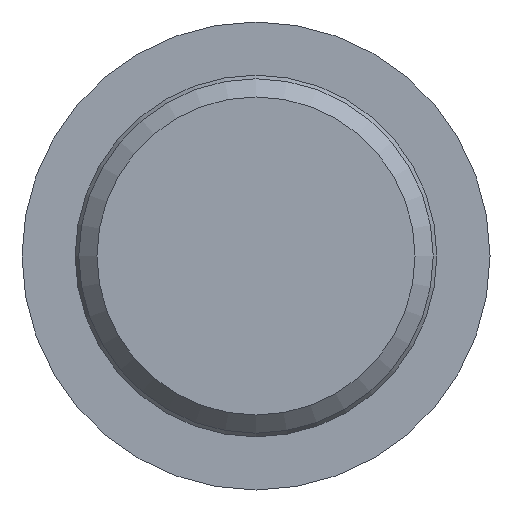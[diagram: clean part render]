
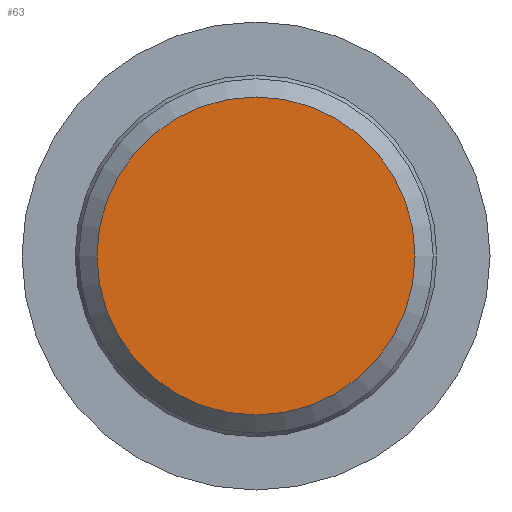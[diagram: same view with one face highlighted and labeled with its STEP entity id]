
A CAD part, front view. The second image highlights one B-rep face of the part: STEP entity #63.
In plain terms, the highlighted planar face has unit normal (0, -1, 0).
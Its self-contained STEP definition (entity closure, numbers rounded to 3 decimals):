
#63 = ADVANCED_FACE( '', ( #136 ), #137, .F. );
#136 = FACE_OUTER_BOUND( '', #213, .T. );
#137 = PLANE( '', #214 );
#213 = EDGE_LOOP( '', ( #316 ) );
#214 = AXIS2_PLACEMENT_3D( '', #317, #318, #319 );
#316 = ORIENTED_EDGE( '', *, *, #436, .T. );
#317 = CARTESIAN_POINT( '', ( 7.475, -12., 0. ) );
#318 = DIRECTION( '', ( 0., 1., 0. ) );
#319 = DIRECTION( '', ( 0., 0., 1. ) );
#436 = EDGE_CURVE( '', #513, #513, #514, .T. );
#513 = VERTEX_POINT( '', #638 );
#514 = CIRCLE( '', #639, 7.475 );
#638 = CARTESIAN_POINT( '', ( 0., -12., -7.475 ) );
#639 = AXIS2_PLACEMENT_3D( '', #744, #745, #746 );
#744 = CARTESIAN_POINT( '', ( 0., -12., 0. ) );
#745 = DIRECTION( '', ( 0., -1., 0. ) );
#746 = DIRECTION( '', ( 0., 0., -1. ) );
